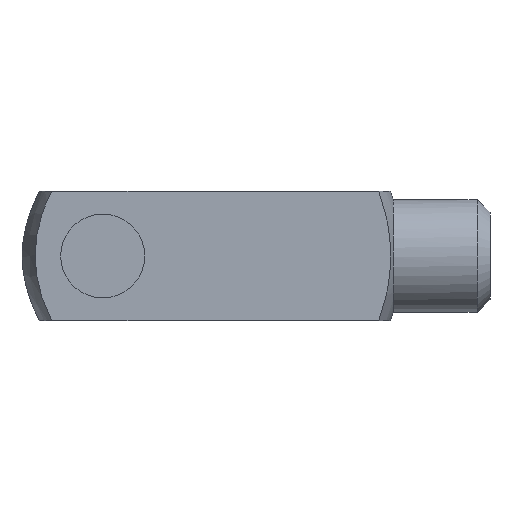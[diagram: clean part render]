
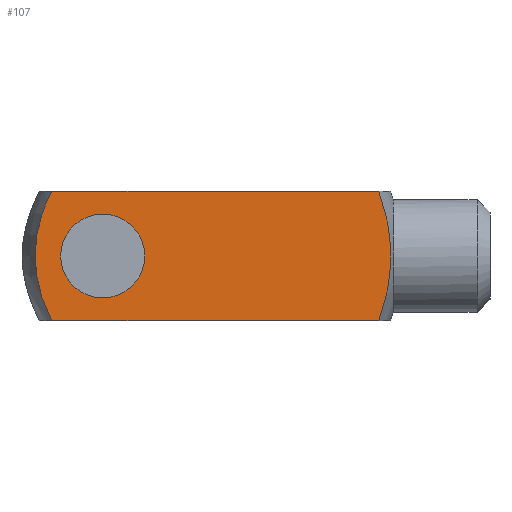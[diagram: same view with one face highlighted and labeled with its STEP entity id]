
A CAD part, front view. The second image highlights one B-rep face of the part: STEP entity #107.
In plain terms, the highlighted planar face has unit normal (0, -1, 0).
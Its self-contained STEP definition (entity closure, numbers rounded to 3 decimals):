
#107 = ADVANCED_FACE( '', ( #244, #245 ), #246, .T. );
#244 = FACE_BOUND( '', #433, .T. );
#245 = FACE_OUTER_BOUND( '', #434, .T. );
#246 = PLANE( '', #435 );
#433 = EDGE_LOOP( '', ( #731 ) );
#434 = EDGE_LOOP( '', ( #732, #733, #734, #735 ) );
#435 = AXIS2_PLACEMENT_3D( '', #736, #737, #738 );
#731 = ORIENTED_EDGE( '', *, *, #1095, .F. );
#732 = ORIENTED_EDGE( '', *, *, #1096, .F. );
#733 = ORIENTED_EDGE( '', *, *, #1097, .T. );
#734 = ORIENTED_EDGE( '', *, *, #1098, .F. );
#735 = ORIENTED_EDGE( '', *, *, #994, .T. );
#736 = CARTESIAN_POINT( '', ( 48., -8., 24. ) );
#737 = DIRECTION( '', ( 0., -1., 0. ) );
#738 = DIRECTION( '', ( 0., 0., -1. ) );
#994 = EDGE_CURVE( '', #1172, #1170, #1173, .T. );
#1095 = EDGE_CURVE( '', #1341, #1341, #1342, .T. );
#1096 = EDGE_CURVE( '', #1343, #1170, #1344, .F. );
#1097 = EDGE_CURVE( '', #1343, #1345, #1346, .T. );
#1098 = EDGE_CURVE( '', #1172, #1345, #1347, .T. );
#1170 = VERTEX_POINT( '', #1434 );
#1172 = VERTEX_POINT( '', #1436 );
#1173 = LINE( '', #1437, #1438 );
#1341 = VERTEX_POINT( '', #1756 );
#1342 = CIRCLE( '', #1757, 5.2 );
#1343 = VERTEX_POINT( '', #1758 );
#1344 = CIRCLE( '', #1759, 22.627 );
#1345 = VERTEX_POINT( '', #1760 );
#1346 = LINE( '', #1761, #1762 );
#1347 = B_SPLINE_CURVE_WITH_KNOTS( '', 3, ( #1763, #1764, #1765, #1766, #1767, #1768, #1769, #1770, #1771, #1772, #1773, #1774, #1775, #1776, #1777, #1778 ), .UNSPECIFIED., .F., .F., ( 4, 2, 2, 2, 2, 2, 2, 4 ), ( 0.119, 0.123, 0.124, 0.125, 0.127, 0.131, 0.133, 0.135 ), .UNSPECIFIED. );
#1434 = CARTESIAN_POINT( '', ( 34.21, -8., -8. ) );
#1436 = CARTESIAN_POINT( '', ( -6.308, -8., -8. ) );
#1437 = CARTESIAN_POINT( '', ( 48., -8., -8. ) );
#1438 = VECTOR( '', #1903, 1000. );
#1756 = CARTESIAN_POINT( '', ( 0., -8., -5.2 ) );
#1757 = AXIS2_PLACEMENT_3D( '', #2014, #2015, #2016 );
#1758 = CARTESIAN_POINT( '', ( 34.21, -8., 8. ) );
#1759 = AXIS2_PLACEMENT_3D( '', #2017, #2018, #2019 );
#1760 = CARTESIAN_POINT( '', ( -6.308, -8., 8. ) );
#1761 = CARTESIAN_POINT( '', ( 48., -8., 8. ) );
#1762 = VECTOR( '', #2020, 1000. );
#1763 = CARTESIAN_POINT( '', ( -6.308, -8., -8. ) );
#1764 = CARTESIAN_POINT( '', ( -6.95, -8., -6.779 ) );
#1765 = CARTESIAN_POINT( '', ( -7.463, -8., -5.497 ) );
#1766 = CARTESIAN_POINT( '', ( -7.913, -8., -3.805 ) );
#1767 = CARTESIAN_POINT( '', ( -7.993, -8., -3.462 ) );
#1768 = CARTESIAN_POINT( '', ( -8.13, -8., -2.776 ) );
#1769 = CARTESIAN_POINT( '', ( -8.188, -8., -2.432 ) );
#1770 = CARTESIAN_POINT( '', ( -8.327, -8., -1.395 ) );
#1771 = CARTESIAN_POINT( '', ( -8.374, -8., -0.697 ) );
#1772 = CARTESIAN_POINT( '', ( -8.374, -8., 1.408 ) );
#1773 = CARTESIAN_POINT( '', ( -8.184, -8., 2.778 ) );
#1774 = CARTESIAN_POINT( '', ( -7.651, -8., 4.792 ) );
#1775 = CARTESIAN_POINT( '', ( -7.431, -8., 5.459 ) );
#1776 = CARTESIAN_POINT( '', ( -6.92, -8., 6.756 ) );
#1777 = CARTESIAN_POINT( '', ( -6.63, -8., 7.386 ) );
#1778 = CARTESIAN_POINT( '', ( -6.308, -8., 8. ) );
#1903 = DIRECTION( '', ( 1., 0., 0. ) );
#2014 = CARTESIAN_POINT( '', ( 0., -8., 0. ) );
#2015 = DIRECTION( '', ( 0., -1., 0. ) );
#2016 = DIRECTION( '', ( 0., 0., -1. ) );
#2017 = CARTESIAN_POINT( '', ( 13.044, -8., 0. ) );
#2018 = DIRECTION( '', ( 0., -1., 0. ) );
#2019 = DIRECTION( '', ( 0., 0., -1. ) );
#2020 = DIRECTION( '', ( -1., 0., 0. ) );
